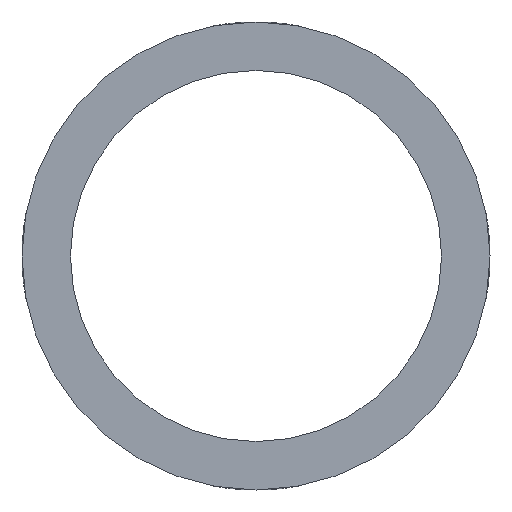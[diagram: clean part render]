
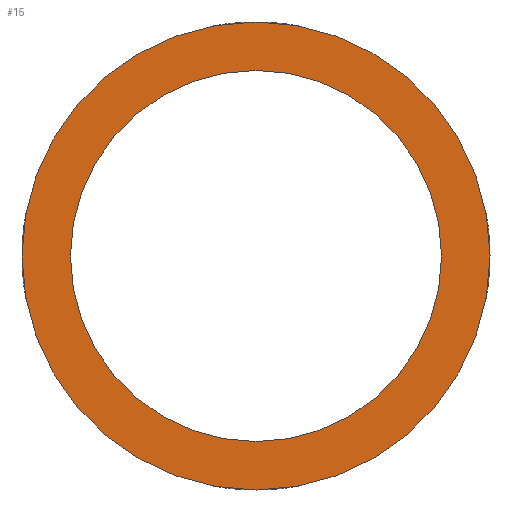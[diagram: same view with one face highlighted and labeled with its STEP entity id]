
A CAD part, front view. The second image highlights one B-rep face of the part: STEP entity #15.
In plain terms, the highlighted planar face has unit normal (0, -1, 0).
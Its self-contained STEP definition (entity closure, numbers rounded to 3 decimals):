
#3 = CARTESIAN_POINT ( 'NONE',  ( 18.805, -288.375, 69.026 ) ) ;
#15 = ADVANCED_FACE ( 'NONE', ( #145, #893 ), #1226, .T. ) ;
#138 = VERTEX_POINT ( 'NONE', #924 ) ;
#139 = DIRECTION ( 'NONE',  ( 0., -1., 0. ) ) ;
#145 = FACE_BOUND ( 'NONE', #280, .T. ) ;
#150 = AXIS2_PLACEMENT_3D ( 'NONE', #1003, #774, #473 ) ;
#168 = CARTESIAN_POINT ( 'NONE',  ( 18.805, -288.375, 80.126 ) ) ;
#172 = VERTEX_POINT ( 'NONE', #875 ) ;
#246 = DIRECTION ( 'NONE',  ( 0., -1., 0. ) ) ;
#255 = VERTEX_POINT ( 'NONE', #168 ) ;
#280 = EDGE_LOOP ( 'NONE', ( #835, #767 ) ) ;
#395 = CIRCLE ( 'NONE', #640, 14. ) ;
#397 = EDGE_CURVE ( 'NONE', #255, #1160, #529, .T. ) ;
#431 = DIRECTION ( 'NONE',  ( 0., -1., 0. ) ) ;
#473 = DIRECTION ( 'NONE',  ( 0., 0., -1. ) ) ;
#478 = EDGE_CURVE ( 'NONE', #1160, #255, #885, .T. ) ;
#517 = EDGE_LOOP ( 'NONE', ( #805, #1300 ) ) ;
#529 = CIRCLE ( 'NONE', #1308, 11.1 ) ;
#532 = DIRECTION ( 'NONE',  ( 0., -1., 0. ) ) ;
#578 = CIRCLE ( 'NONE', #150, 14. ) ;
#640 = AXIS2_PLACEMENT_3D ( 'NONE', #761, #139, #1213 ) ;
#685 = CARTESIAN_POINT ( 'NONE',  ( 18.805, -288.375, 57.926 ) ) ;
#730 = CARTESIAN_POINT ( 'NONE',  ( 18.805, -288.375, 69.026 ) ) ;
#761 = CARTESIAN_POINT ( 'NONE',  ( 18.805, -288.375, 69.026 ) ) ;
#767 = ORIENTED_EDGE ( 'NONE', *, *, #478, .F. ) ;
#774 = DIRECTION ( 'NONE',  ( 0., -1., 0. ) ) ;
#791 = CARTESIAN_POINT ( 'NONE',  ( 18.805, -288.375, 69.026 ) ) ;
#805 = ORIENTED_EDGE ( 'NONE', *, *, #1152, .T. ) ;
#835 = ORIENTED_EDGE ( 'NONE', *, *, #397, .F. ) ;
#845 = DIRECTION ( 'NONE',  ( 0., 0., -1. ) ) ;
#875 = CARTESIAN_POINT ( 'NONE',  ( 18.805, -288.375, 55.026 ) ) ;
#885 = CIRCLE ( 'NONE', #972, 11.1 ) ;
#893 = FACE_OUTER_BOUND ( 'NONE', #517, .T. ) ;
#924 = CARTESIAN_POINT ( 'NONE',  ( 18.805, -288.375, 83.026 ) ) ;
#925 = EDGE_CURVE ( 'NONE', #172, #138, #395, .T. ) ;
#972 = AXIS2_PLACEMENT_3D ( 'NONE', #730, #532, #1268 ) ;
#1003 = CARTESIAN_POINT ( 'NONE',  ( 18.805, -288.375, 69.026 ) ) ;
#1152 = EDGE_CURVE ( 'NONE', #138, #172, #578, .T. ) ;
#1160 = VERTEX_POINT ( 'NONE', #685 ) ;
#1213 = DIRECTION ( 'NONE',  ( 0., 0., -1. ) ) ;
#1220 = AXIS2_PLACEMENT_3D ( 'NONE', #791, #246, #1332 ) ;
#1226 = PLANE ( 'NONE',  #1220 ) ;
#1268 = DIRECTION ( 'NONE',  ( 0., 0., -1. ) ) ;
#1300 = ORIENTED_EDGE ( 'NONE', *, *, #925, .T. ) ;
#1308 = AXIS2_PLACEMENT_3D ( 'NONE', #3, #431, #845 ) ;
#1332 = DIRECTION ( 'NONE',  ( 0., 0., -1. ) ) ;
